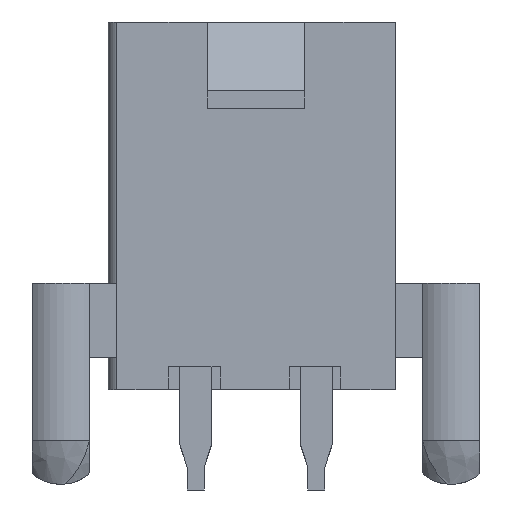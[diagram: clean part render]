
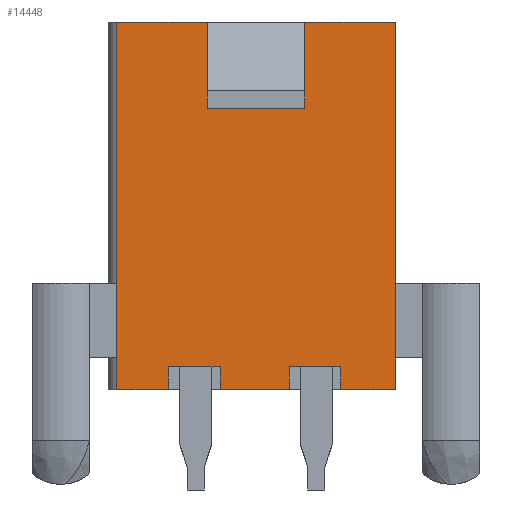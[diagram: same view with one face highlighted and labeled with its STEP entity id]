
A CAD part, front view. The second image highlights one B-rep face of the part: STEP entity #14448.
In plain terms, the highlighted planar face has unit normal (0, -1, 0).
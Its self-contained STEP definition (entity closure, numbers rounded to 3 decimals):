
#1406=ORIENTED_EDGE('',*,*,#4299,.F.);
#1407=ORIENTED_EDGE('',*,*,#4092,.T.);
#1408=ORIENTED_EDGE('',*,*,#4300,.T.);
#1409=ORIENTED_EDGE('',*,*,#4088,.T.);
#1410=ORIENTED_EDGE('',*,*,#4301,.F.);
#1411=ORIENTED_EDGE('',*,*,#4302,.T.);
#1412=ORIENTED_EDGE('',*,*,#4303,.T.);
#1413=ORIENTED_EDGE('',*,*,#4109,.F.);
#1414=ORIENTED_EDGE('',*,*,#4118,.F.);
#1415=ORIENTED_EDGE('',*,*,#4113,.T.);
#1416=ORIENTED_EDGE('',*,*,#4304,.T.);
#1417=ORIENTED_EDGE('',*,*,#4305,.F.);
#1418=ORIENTED_EDGE('',*,*,#4306,.F.);
#1419=ORIENTED_EDGE('',*,*,#4255,.T.);
#1420=ORIENTED_EDGE('',*,*,#4278,.T.);
#1421=ORIENTED_EDGE('',*,*,#4251,.T.);
#4088=EDGE_CURVE('',#5580,#5583,#6646,.T.);
#4092=EDGE_CURVE('',#5584,#5587,#6650,.T.);
#4109=EDGE_CURVE('',#5596,#5597,#6667,.T.);
#4113=EDGE_CURVE('',#5600,#5601,#6671,.T.);
#4118=EDGE_CURVE('',#5600,#5596,#6676,.T.);
#4251=EDGE_CURVE('',#5686,#5689,#6805,.T.);
#4255=EDGE_CURVE('',#5690,#5693,#6809,.T.);
#4278=EDGE_CURVE('',#5693,#5686,#6832,.T.);
#4299=EDGE_CURVE('',#5584,#5689,#6853,.T.);
#4300=EDGE_CURVE('',#5587,#5580,#6854,.T.);
#4301=EDGE_CURVE('',#5712,#5583,#6855,.T.);
#4302=EDGE_CURVE('',#5712,#5713,#6856,.T.);
#4303=EDGE_CURVE('',#5713,#5597,#6857,.T.);
#4304=EDGE_CURVE('',#5601,#5714,#6858,.T.);
#4305=EDGE_CURVE('',#5715,#5714,#6859,.T.);
#4306=EDGE_CURVE('',#5690,#5715,#6860,.T.);
#5580=VERTEX_POINT('',#19680);
#5583=VERTEX_POINT('',#19685);
#5584=VERTEX_POINT('',#19689);
#5587=VERTEX_POINT('',#19694);
#5596=VERTEX_POINT('',#19728);
#5597=VERTEX_POINT('',#19729);
#5600=VERTEX_POINT('',#19737);
#5601=VERTEX_POINT('',#19738);
#5686=VERTEX_POINT('',#19996);
#5689=VERTEX_POINT('',#20001);
#5690=VERTEX_POINT('',#20005);
#5693=VERTEX_POINT('',#20010);
#5712=VERTEX_POINT('',#20088);
#5713=VERTEX_POINT('',#20090);
#5714=VERTEX_POINT('',#20093);
#5715=VERTEX_POINT('',#20095);
#6646=LINE('',#19686,#8005);
#6650=LINE('',#19695,#8009);
#6667=LINE('',#19727,#8026);
#6671=LINE('',#19736,#8030);
#6676=LINE('',#19746,#8035);
#6805=LINE('',#20002,#8164);
#6809=LINE('',#20011,#8168);
#6832=LINE('',#20052,#8191);
#6853=LINE('',#20085,#8212);
#6854=LINE('',#20086,#8213);
#6855=LINE('',#20087,#8214);
#6856=LINE('',#20089,#8215);
#6857=LINE('',#20091,#8216);
#6858=LINE('',#20092,#8217);
#6859=LINE('',#20094,#8218);
#6860=LINE('',#20096,#8219);
#8005=VECTOR('',#16301,1000.);
#8009=VECTOR('',#16307,1000.);
#8026=VECTOR('',#16338,1000.);
#8030=VECTOR('',#16344,1000.);
#8035=VECTOR('',#16351,1000.);
#8164=VECTOR('',#16562,1000.);
#8168=VECTOR('',#16568,1000.);
#8191=VECTOR('',#16605,1000.);
#8212=VECTOR('',#16636,1000.);
#8213=VECTOR('',#16637,1000.);
#8214=VECTOR('',#16638,1000.);
#8215=VECTOR('',#16639,1000.);
#8216=VECTOR('',#16640,1000.);
#8217=VECTOR('',#16641,1000.);
#8218=VECTOR('',#16642,1000.);
#8219=VECTOR('',#16643,1000.);
#9150=EDGE_LOOP('',(#1406,#1407,#1408,#1409,#1410,#1411,#1412,#1413,#1414,
#1415,#1416,#1417,#1418,#1419,#1420,#1421));
#9704=FACE_BOUND('',#9150,.T.);
#10222=PLANE('',#15046);
#14448=ADVANCED_FACE('',(#9704),#10222,.T.);
#15046=AXIS2_PLACEMENT_3D('',#20084,#16634,#16635);
#16301=DIRECTION('',(0.,0.,-1.));
#16307=DIRECTION('',(0.,0.,1.));
#16338=DIRECTION('',(0.,0.,1.));
#16344=DIRECTION('',(0.,0.,1.));
#16351=DIRECTION('',(1.,0.,0.));
#16562=DIRECTION('',(0.,0.,-1.));
#16568=DIRECTION('',(0.,0.,1.));
#16605=DIRECTION('',(1.,0.,0.));
#16634=DIRECTION('',(0.,-1.,0.));
#16635=DIRECTION('',(0.,0.,-1.));
#16636=DIRECTION('',(-1.,0.,0.));
#16637=DIRECTION('',(1.,0.,0.));
#16638=DIRECTION('',(-1.,0.,0.));
#16639=DIRECTION('',(0.,0.,1.));
#16640=DIRECTION('',(-1.,0.,0.));
#16641=DIRECTION('',(-1.,0.,0.));
#16642=DIRECTION('',(0.,0.,1.));
#16643=DIRECTION('',(-1.,0.,0.));
#19680=CARTESIAN_POINT('',(2.95,-4.8,-5.6));
#19685=CARTESIAN_POINT('',(2.95,-4.8,-6.4));
#19686=CARTESIAN_POINT('',(2.95,-4.8,-6.4));
#19689=CARTESIAN_POINT('',(1.15,-4.8,-6.4));
#19694=CARTESIAN_POINT('',(1.15,-4.8,-5.6));
#19695=CARTESIAN_POINT('',(1.15,-4.8,-6.4));
#19727=CARTESIAN_POINT('',(1.7,-4.8,3.4));
#19728=CARTESIAN_POINT('',(1.7,-4.8,3.4));
#19729=CARTESIAN_POINT('',(1.7,-4.8,6.4));
#19736=CARTESIAN_POINT('',(-1.7,-4.8,3.4));
#19737=CARTESIAN_POINT('',(-1.7,-4.8,3.4));
#19738=CARTESIAN_POINT('',(-1.7,-4.8,6.4));
#19746=CARTESIAN_POINT('',(-1.7,-4.8,3.4));
#19996=CARTESIAN_POINT('',(-1.25,-4.8,-5.6));
#20001=CARTESIAN_POINT('',(-1.25,-4.8,-6.4));
#20002=CARTESIAN_POINT('',(-1.25,-4.8,-6.4));
#20005=CARTESIAN_POINT('',(-3.05,-4.8,-6.4));
#20010=CARTESIAN_POINT('',(-3.05,-4.8,-5.6));
#20011=CARTESIAN_POINT('',(-3.05,-4.8,-6.4));
#20052=CARTESIAN_POINT('',(4.85,-4.8,-5.6));
#20084=CARTESIAN_POINT('',(4.85,-4.8,-6.4));
#20085=CARTESIAN_POINT('',(4.85,-4.8,-6.4));
#20086=CARTESIAN_POINT('',(4.85,-4.8,-5.6));
#20087=CARTESIAN_POINT('',(4.85,-4.8,-6.4));
#20088=CARTESIAN_POINT('',(4.85,-4.8,-6.4));
#20089=CARTESIAN_POINT('',(4.85,-4.8,-6.4));
#20090=CARTESIAN_POINT('',(4.85,-4.8,6.4));
#20091=CARTESIAN_POINT('',(4.85,-4.8,6.4));
#20092=CARTESIAN_POINT('',(4.85,-4.8,6.4));
#20093=CARTESIAN_POINT('',(-4.85,-4.8,6.4));
#20094=CARTESIAN_POINT('',(-4.85,-4.8,-6.4));
#20095=CARTESIAN_POINT('',(-4.85,-4.8,-6.4));
#20096=CARTESIAN_POINT('',(4.85,-4.8,-6.4));
